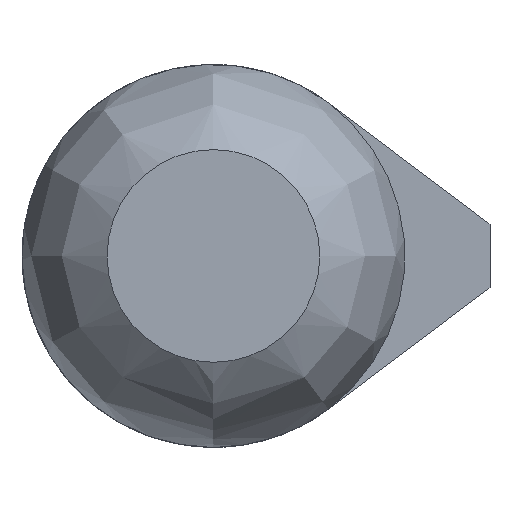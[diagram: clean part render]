
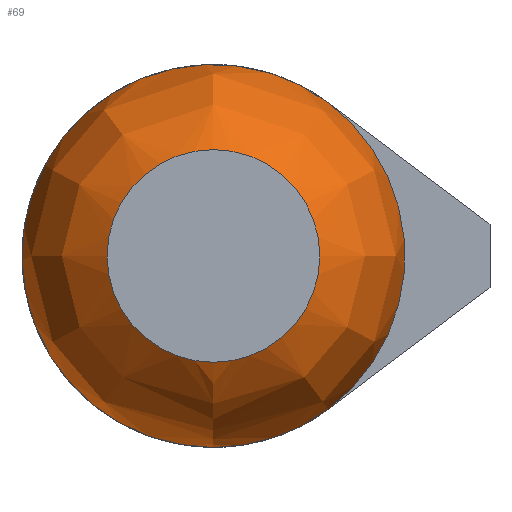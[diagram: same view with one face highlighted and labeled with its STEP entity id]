
A CAD part, front view. The second image highlights one B-rep face of the part: STEP entity #69.
In plain terms, the highlighted free-form (B-spline) face has degree [3, 3] with [4, 7] control points.
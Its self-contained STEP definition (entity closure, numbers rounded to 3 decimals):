
#69 = ADVANCED_FACE( '', ( #145, #146 ), #147, .T. );
#145 = FACE_OUTER_BOUND( '', #259, .T. );
#146 = FACE_OUTER_BOUND( '', #260, .T. );
#147 = ( BOUNDED_SURFACE(  )B_SPLINE_SURFACE( 3, 3, ( ( #263, #264, #265, #266, #267, #268, #269 ), ( #270, #271, #272, #273, #274, #275, #276 ), ( #277, #278, #279, #280, #281, #282, #283 ), ( #284, #285, #286, #287, #288, #289, #290 ) ), .UNSPECIFIED., .F., .T., .F. )B_SPLINE_SURFACE_WITH_KNOTS( ( 4, 4 ), ( 4, 3, 4 ), ( 0., 6.283 ), ( -0.025, 0.552, 1.128 ), .UNSPECIFIED. )GEOMETRIC_REPRESENTATION_ITEM(  )RATIONAL_B_SPLINE_SURFACE( ( ( 1., 0.333, 0.333, 1., 0.333, 0.333, 1. ), ( 0.892, 0.297, 0.297, 0.892, 0.297, 0.297, 0.892 ), ( 0.892, 0.297, 0.297, 0.892, 0.297, 0.297, 0.892 ), ( 1., 0.333, 0.333, 1., 0.333, 0.333, 1. ) ) )REPRESENTATION_ITEM( '' )SURFACE(  ) );
#259 = EDGE_LOOP( '', ( #409, #410 ) );
#260 = EDGE_LOOP( '', ( #411 ) );
#263 = CARTESIAN_POINT( '', ( 0., -66.25, -5. ) );
#264 = CARTESIAN_POINT( '', ( 10., -66.25, -5. ) );
#265 = CARTESIAN_POINT( '', ( 10., -66.25, 5. ) );
#266 = CARTESIAN_POINT( '', ( 0., -66.25, 5. ) );
#267 = CARTESIAN_POINT( '', ( -10., -66.25, 5. ) );
#268 = CARTESIAN_POINT( '', ( -10., -66.25, -5. ) );
#269 = CARTESIAN_POINT( '', ( 0., -66.25, -5. ) );
#270 = CARTESIAN_POINT( '', ( 0., -65.029, -7.577 ) );
#271 = CARTESIAN_POINT( '', ( 15.153, -65.029, -7.577 ) );
#272 = CARTESIAN_POINT( '', ( 15.153, -65.029, 7.577 ) );
#273 = CARTESIAN_POINT( '', ( 0., -65.029, 7.577 ) );
#274 = CARTESIAN_POINT( '', ( -15.153, -65.029, 7.577 ) );
#275 = CARTESIAN_POINT( '', ( -15.153, -65.029, -7.577 ) );
#276 = CARTESIAN_POINT( '', ( 0., -65.029, -7.577 ) );
#277 = CARTESIAN_POINT( '', ( 0., -62.6, -9.071 ) );
#278 = CARTESIAN_POINT( '', ( 18.142, -62.6, -9.071 ) );
#279 = CARTESIAN_POINT( '', ( 18.142, -62.6, 9.071 ) );
#280 = CARTESIAN_POINT( '', ( 0., -62.6, 9.071 ) );
#281 = CARTESIAN_POINT( '', ( -18.142, -62.6, 9.071 ) );
#282 = CARTESIAN_POINT( '', ( -18.142, -62.6, -9.071 ) );
#283 = CARTESIAN_POINT( '', ( 0., -62.6, -9.071 ) );
#284 = CARTESIAN_POINT( '', ( 0., -59.75, -9. ) );
#285 = CARTESIAN_POINT( '', ( 18., -59.75, -9. ) );
#286 = CARTESIAN_POINT( '', ( 18., -59.75, 9. ) );
#287 = CARTESIAN_POINT( '', ( 0., -59.75, 9. ) );
#288 = CARTESIAN_POINT( '', ( -18., -59.75, 9. ) );
#289 = CARTESIAN_POINT( '', ( -18., -59.75, -9. ) );
#290 = CARTESIAN_POINT( '', ( 0., -59.75, -9. ) );
#409 = ORIENTED_EDGE( '', *, *, #496, .F. );
#410 = ORIENTED_EDGE( '', *, *, #507, .F. );
#411 = ORIENTED_EDGE( '', *, *, #512, .F. );
#496 = EDGE_CURVE( '', #564, #566, #567, .T. );
#507 = EDGE_CURVE( '', #566, #564, #583, .T. );
#512 = EDGE_CURVE( '', #588, #588, #589, .T. );
#564 = VERTEX_POINT( '', #651 );
#566 = VERTEX_POINT( '', #654 );
#567 = CIRCLE( '', #655, 9. );
#583 = CIRCLE( '', #676, 9. );
#588 = VERTEX_POINT( '', #683 );
#589 = CIRCLE( '', #684, 5. );
#651 = CARTESIAN_POINT( '', ( 5.4, -59.75, 7.2 ) );
#654 = CARTESIAN_POINT( '', ( 5.4, -59.75, -7.2 ) );
#655 = AXIS2_PLACEMENT_3D( '', #732, #733, #734 );
#676 = AXIS2_PLACEMENT_3D( '', #746, #747, #748 );
#683 = CARTESIAN_POINT( '', ( 0., -66.25, -5. ) );
#684 = AXIS2_PLACEMENT_3D( '', #751, #752, #753 );
#732 = CARTESIAN_POINT( '', ( 0., -59.75, 0. ) );
#733 = DIRECTION( '', ( 0., 1., 0. ) );
#734 = DIRECTION( '', ( 0., 0., 1. ) );
#746 = CARTESIAN_POINT( '', ( 0., -59.75, 0. ) );
#747 = DIRECTION( '', ( 0., 1., 0. ) );
#748 = DIRECTION( '', ( 1., 0., 0. ) );
#751 = CARTESIAN_POINT( '', ( 0., -66.25, 0. ) );
#752 = DIRECTION( '', ( 0., -1., 0. ) );
#753 = DIRECTION( '', ( 0., 0., -1. ) );
